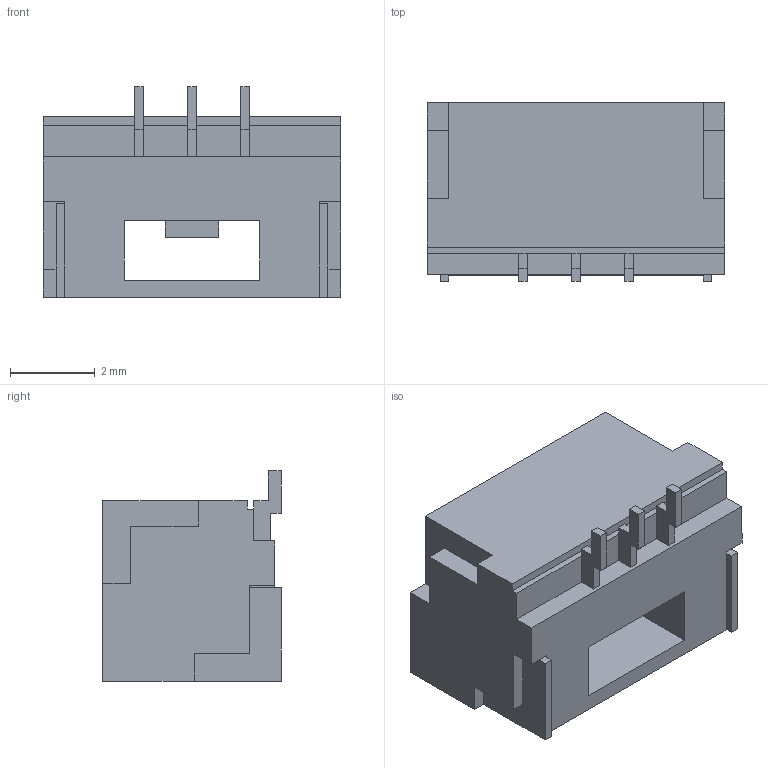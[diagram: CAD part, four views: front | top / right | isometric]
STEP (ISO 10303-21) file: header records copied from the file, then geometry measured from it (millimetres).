
FILE_DESCRIPTION (( 'STEP AP214' ), '1' );
FILE_NAME ('JST BM03B-GHS-TBT.STEP', '2015-11-28T06:25:54', ( '' ), ( '' ), 'SwSTEP 2.0', 'SolidWorks 2015', '' );
FILE_SCHEMA (( 'AUTOMOTIVE_DESIGN' ));
Length unit declared in the file: millimetre
Products named in the file (1): JST BM03B-GHS-TBT
Bounding box: 7 x 4.2 x 4.95 mm (x, y, z)
Volume: 74.8 mm3; surface area: 226.3 mm2
Topology: 1 solids, 1 shells, 88 faces, 242 edges, 158 vertices
Faces by surface type: plane 88
Entity records: 3732 total; most frequent: CARTESIAN_POINT 489, ORIENTED_EDGE 484, DIRECTION 420, EDGE_CURVE 242, VECTOR 242, LINE 242, VERTEX_POINT 158, EDGE_LOOP 92
